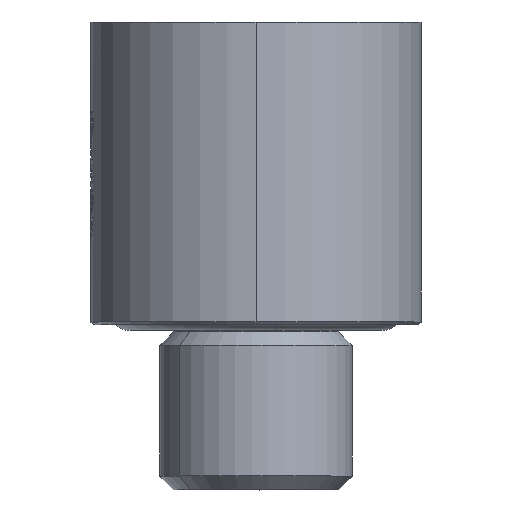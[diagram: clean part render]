
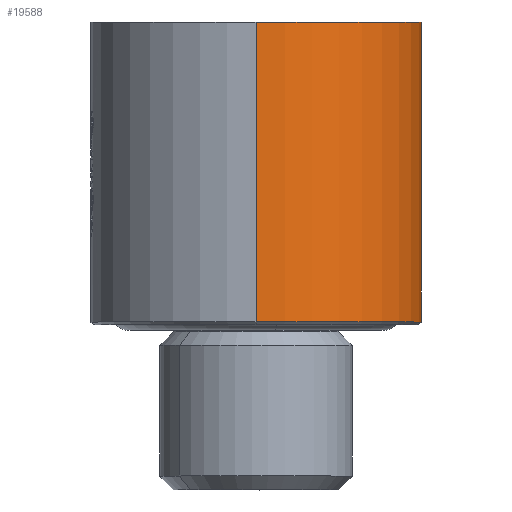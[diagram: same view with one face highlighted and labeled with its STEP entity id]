
A CAD part, top view. The second image highlights one B-rep face of the part: STEP entity #19588.
In plain terms, the highlighted cylindrical face has radius 12 mm (diameter 24 mm), a partial arc.
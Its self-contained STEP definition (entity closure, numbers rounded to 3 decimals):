
#4025 = DIRECTION ( 'NONE',  ( 0., 0., 1. ) ) ;
#4136 = CARTESIAN_POINT ( 'NONE',  ( 0., 0.2, -12. ) ) ;
#4751 = EDGE_CURVE ( 'NONE', #17293, #25508, #24527, .T. ) ;
#5141 = CARTESIAN_POINT ( 'NONE',  ( 0., 0., -12. ) ) ;
#5413 = DIRECTION ( 'NONE',  ( 0., 1., 0. ) ) ;
#5430 = ORIENTED_EDGE ( 'NONE', *, *, #11573, .F. ) ;
#5532 = CARTESIAN_POINT ( 'NONE',  ( 0., 22., 12. ) ) ;
#7459 = LINE ( 'NONE', #16092, #8850 ) ;
#7659 = CARTESIAN_POINT ( 'NONE',  ( 0., 0.2, 0. ) ) ;
#8105 = CARTESIAN_POINT ( 'NONE',  ( 0., 0.2, 12. ) ) ;
#8119 = CYLINDRICAL_SURFACE ( 'NONE', #13628, 12. ) ;
#8400 = FACE_OUTER_BOUND ( 'NONE', #18572, .T. ) ;
#8545 = DIRECTION ( 'NONE',  ( 0., 1., 0. ) ) ;
#8850 = VECTOR ( 'NONE', #14079, 1000. ) ;
#9425 = CARTESIAN_POINT ( 'NONE',  ( 0., 22., -12. ) ) ;
#9845 = AXIS2_PLACEMENT_3D ( 'NONE', #23151, #8545, #14906 ) ;
#9933 = VECTOR ( 'NONE', #5413, 1000. ) ;
#11569 = ORIENTED_EDGE ( 'NONE', *, *, #4751, .T. ) ;
#11573 = EDGE_CURVE ( 'NONE', #13527, #25508, #15722, .T. ) ;
#12190 = DIRECTION ( 'NONE',  ( 0., 0., 1. ) ) ;
#13527 = VERTEX_POINT ( 'NONE', #5532 ) ;
#13628 = AXIS2_PLACEMENT_3D ( 'NONE', #21157, #14755, #4025 ) ;
#14079 = DIRECTION ( 'NONE',  ( 0., 1., 0. ) ) ;
#14284 = DIRECTION ( 'NONE',  ( 0., -1., 0. ) ) ;
#14755 = DIRECTION ( 'NONE',  ( 0., 1., 0. ) ) ;
#14906 = DIRECTION ( 'NONE',  ( 0., 0., -1. ) ) ;
#15345 = ORIENTED_EDGE ( 'NONE', *, *, #26813, .F. ) ;
#15722 = CIRCLE ( 'NONE', #9845, 12. ) ;
#16092 = CARTESIAN_POINT ( 'NONE',  ( 0., 0., 12. ) ) ;
#17293 = VERTEX_POINT ( 'NONE', #4136 ) ;
#18512 = EDGE_CURVE ( 'NONE', #23359, #13527, #7459, .T. ) ;
#18572 = EDGE_LOOP ( 'NONE', ( #15345, #11569, #5430, #22459 ) ) ;
#19588 = ADVANCED_FACE ( 'NONE', ( #8400 ), #8119, .T. ) ;
#21157 = CARTESIAN_POINT ( 'NONE',  ( 0., 0., 0. ) ) ;
#21489 = AXIS2_PLACEMENT_3D ( 'NONE', #7659, #14284, #12190 ) ;
#22459 = ORIENTED_EDGE ( 'NONE', *, *, #18512, .F. ) ;
#22838 = CIRCLE ( 'NONE', #21489, 12. ) ;
#23151 = CARTESIAN_POINT ( 'NONE',  ( 0., 22., 0. ) ) ;
#23359 = VERTEX_POINT ( 'NONE', #8105 ) ;
#24527 = LINE ( 'NONE', #5141, #9933 ) ;
#25508 = VERTEX_POINT ( 'NONE', #9425 ) ;
#26813 = EDGE_CURVE ( 'NONE', #17293, #23359, #22838, .T. ) ;
